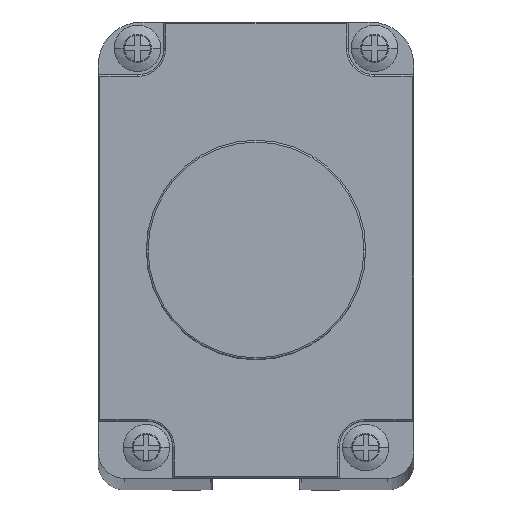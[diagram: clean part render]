
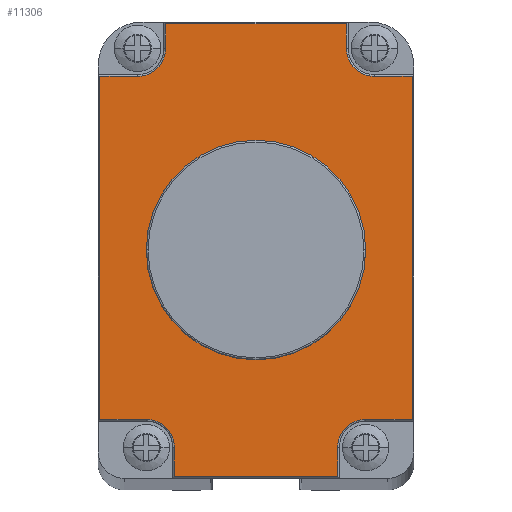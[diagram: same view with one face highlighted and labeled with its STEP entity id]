
A CAD part, top view. The second image highlights one B-rep face of the part: STEP entity #11306.
In plain terms, the highlighted planar face has unit normal (0, 0, 1).
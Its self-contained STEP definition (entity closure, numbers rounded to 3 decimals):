
#3249=CARTESIAN_POINT('',(-8.22,49.3,-12.));
#3250=DIRECTION('',(0.,0.,1.));
#3251=DIRECTION('',(-1.,0.,0.));
#3252=AXIS2_PLACEMENT_3D('',#3249,#3250,#3251);
#3254=CARTESIAN_POINT('',(-9.22,3.8,-12.));
#3255=DIRECTION('',(0.,0.,1.));
#3256=DIRECTION('',(0.,1.,0.));
#3257=AXIS2_PLACEMENT_3D('',#3254,#3255,#3256);
#3259=CARTESIAN_POINT('',(-34.22,3.8,-12.));
#3260=DIRECTION('',(0.,0.,1.));
#3261=DIRECTION('',(1.,0.,0.));
#3262=AXIS2_PLACEMENT_3D('',#3259,#3260,#3261);
#3264=CARTESIAN_POINT('',(-35.22,49.3,-12.));
#3265=DIRECTION('',(0.,0.,1.));
#3266=DIRECTION('',(0.,-1.,0.));
#3267=AXIS2_PLACEMENT_3D('',#3264,#3265,#3266);
#3269=CARTESIAN_POINT('',(-21.72,26.3,-12.));
#3270=DIRECTION('',(0.,0.,1.));
#3271=DIRECTION('',(1.,0.,0.));
#3272=AXIS2_PLACEMENT_3D('',#3269,#3270,#3271);
#3274=CARTESIAN_POINT('',(-21.72,26.3,-12.));
#3275=DIRECTION('',(0.,0.,1.));
#3276=DIRECTION('',(-1.,0.,0.));
#3277=AXIS2_PLACEMENT_3D('',#3274,#3275,#3276);
#3283=DIRECTION('',(0.,1.,0.));
#3284=VECTOR('',#3283,2.8);
#3285=CARTESIAN_POINT('',(-11.42,49.3,-12.));
#3286=LINE('',#3285,#3284);
#3338=DIRECTION('',(-1.,0.,0.));
#3339=VECTOR('',#3338,4.3);
#3340=CARTESIAN_POINT('',(-3.92,46.1,-12.));
#3341=LINE('',#3340,#3339);
#3372=DIRECTION('',(0.,1.,0.));
#3373=VECTOR('',#3372,39.1);
#3374=CARTESIAN_POINT('',(-3.92,7.,-12.));
#3375=LINE('',#3374,#3373);
#3380=DIRECTION('',(1.,0.,0.));
#3381=VECTOR('',#3380,5.3);
#3382=CARTESIAN_POINT('',(-9.22,7.,-12.));
#3383=LINE('',#3382,#3381);
#3435=DIRECTION('',(0.,1.,0.));
#3436=VECTOR('',#3435,3.3);
#3437=CARTESIAN_POINT('',(-12.42,0.5,-12.));
#3438=LINE('',#3437,#3436);
#3469=DIRECTION('',(1.,0.,0.));
#3470=VECTOR('',#3469,18.6);
#3471=CARTESIAN_POINT('',(-31.02,0.5,-12.));
#3472=LINE('',#3471,#3470);
#3477=DIRECTION('',(0.,-1.,0.));
#3478=VECTOR('',#3477,3.3);
#3479=CARTESIAN_POINT('',(-31.02,3.8,-12.));
#3480=LINE('',#3479,#3478);
#3890=DIRECTION('',(-1.,0.,0.));
#3891=VECTOR('',#3890,20.6);
#3892=CARTESIAN_POINT('',(-11.42,52.1,-12.));
#3893=LINE('',#3892,#3891);
#3894=DIRECTION('',(0.,-1.,0.));
#3895=VECTOR('',#3894,2.8);
#3896=CARTESIAN_POINT('',(-32.02,52.1,-12.));
#3897=LINE('',#3896,#3895);
#3930=DIRECTION('',(-1.,0.,0.));
#3931=VECTOR('',#3930,4.3);
#3932=CARTESIAN_POINT('',(-35.22,46.1,-12.));
#3933=LINE('',#3932,#3931);
#4181=DIRECTION('',(0.,-1.,0.));
#4182=VECTOR('',#4181,39.1);
#4183=CARTESIAN_POINT('',(-39.52,46.1,-12.));
#4184=LINE('',#4183,#4182);
#4185=DIRECTION('',(1.,0.,0.));
#4186=VECTOR('',#4185,5.3);
#4187=CARTESIAN_POINT('',(-39.52,7.,-12.));
#4188=LINE('',#4187,#4186);
#5414=CARTESIAN_POINT('',(-11.42,49.3,-12.));
#5415=CARTESIAN_POINT('',(-11.42,52.1,-12.));
#5416=VERTEX_POINT('',#5414);
#5417=VERTEX_POINT('',#5415);
#5418=CARTESIAN_POINT('',(-8.22,46.1,-12.));
#5419=VERTEX_POINT('',#5418);
#5420=CARTESIAN_POINT('',(-3.92,46.1,-12.));
#5421=VERTEX_POINT('',#5420);
#5422=CARTESIAN_POINT('',(-3.92,7.,-12.));
#5423=VERTEX_POINT('',#5422);
#5424=CARTESIAN_POINT('',(-9.22,7.,-12.));
#5425=VERTEX_POINT('',#5424);
#5426=CARTESIAN_POINT('',(-12.42,3.8,-12.));
#5427=VERTEX_POINT('',#5426);
#5428=CARTESIAN_POINT('',(-12.42,0.5,-12.));
#5429=VERTEX_POINT('',#5428);
#5430=CARTESIAN_POINT('',(-31.02,0.5,-12.));
#5431=VERTEX_POINT('',#5430);
#5432=CARTESIAN_POINT('',(-31.02,3.8,-12.));
#5433=VERTEX_POINT('',#5432);
#5434=CARTESIAN_POINT('',(-34.22,7.,-12.));
#5435=VERTEX_POINT('',#5434);
#5436=CARTESIAN_POINT('',(-39.52,7.,-12.));
#5437=VERTEX_POINT('',#5436);
#5438=CARTESIAN_POINT('',(-39.52,46.1,-12.));
#5439=VERTEX_POINT('',#5438);
#5440=CARTESIAN_POINT('',(-35.22,46.1,-12.));
#5441=VERTEX_POINT('',#5440);
#5442=CARTESIAN_POINT('',(-32.02,49.3,-12.));
#5443=VERTEX_POINT('',#5442);
#5444=CARTESIAN_POINT('',(-32.02,52.1,-12.));
#5445=VERTEX_POINT('',#5444);
#5446=CARTESIAN_POINT('',(-9.22,26.3,-12.));
#5447=CARTESIAN_POINT('',(-34.22,26.3,-12.));
#5448=VERTEX_POINT('',#5446);
#5449=VERTEX_POINT('',#5447);
#11262=CARTESIAN_POINT('',(-21.72,26.3,-12.));
#11263=DIRECTION('',(0.,0.,1.));
#11264=DIRECTION('',(1.,0.,0.));
#11265=AXIS2_PLACEMENT_3D('',#11262,#11263,#11264);
#11266=PLANE('',#11265);
#11268=ORIENTED_EDGE('',*,*,#11267,.F.);
#11270=ORIENTED_EDGE('',*,*,#11269,.T.);
#11272=ORIENTED_EDGE('',*,*,#11271,.F.);
#11274=ORIENTED_EDGE('',*,*,#11273,.F.);
#11276=ORIENTED_EDGE('',*,*,#11275,.F.);
#11278=ORIENTED_EDGE('',*,*,#11277,.T.);
#11280=ORIENTED_EDGE('',*,*,#11279,.F.);
#11282=ORIENTED_EDGE('',*,*,#11281,.F.);
#11284=ORIENTED_EDGE('',*,*,#11283,.F.);
#11285=ORIENTED_EDGE('',*,*,#11252,.T.);
#11287=ORIENTED_EDGE('',*,*,#11286,.F.);
#11289=ORIENTED_EDGE('',*,*,#11288,.F.);
#11291=ORIENTED_EDGE('',*,*,#11290,.F.);
#11293=ORIENTED_EDGE('',*,*,#11292,.T.);
#11295=ORIENTED_EDGE('',*,*,#11294,.F.);
#11297=ORIENTED_EDGE('',*,*,#11296,.F.);
#11298=EDGE_LOOP('',(#11268,#11270,#11272,#11274,#11276,#11278,#11280,#11282,
#11284,#11285,#11287,#11289,#11291,#11293,#11295,#11297));
#11299=FACE_OUTER_BOUND('',#11298,.F.);
#11301=ORIENTED_EDGE('',*,*,#11300,.T.);
#11303=ORIENTED_EDGE('',*,*,#11302,.T.);
#11304=EDGE_LOOP('',(#11301,#11303));
#11305=FACE_BOUND('',#11304,.F.);
#11306=ADVANCED_FACE('',(#11299,#11305),#11266,.T.);
#3253=CIRCLE('',#3252,3.2);
#3258=CIRCLE('',#3257,3.2);
#3263=CIRCLE('',#3262,3.2);
#3268=CIRCLE('',#3267,3.2);
#3273=CIRCLE('',#3272,12.5);
#3278=CIRCLE('',#3277,12.5);
#11252=EDGE_CURVE('',#5433,#5435,#3263,.T.);
#11267=EDGE_CURVE('',#5416,#5417,#3286,.T.);
#11269=EDGE_CURVE('',#5416,#5419,#3253,.T.);
#11271=EDGE_CURVE('',#5421,#5419,#3341,.T.);
#11273=EDGE_CURVE('',#5423,#5421,#3375,.T.);
#11275=EDGE_CURVE('',#5425,#5423,#3383,.T.);
#11277=EDGE_CURVE('',#5425,#5427,#3258,.T.);
#11279=EDGE_CURVE('',#5429,#5427,#3438,.T.);
#11281=EDGE_CURVE('',#5431,#5429,#3472,.T.);
#11283=EDGE_CURVE('',#5433,#5431,#3480,.T.);
#11286=EDGE_CURVE('',#5437,#5435,#4188,.T.);
#11288=EDGE_CURVE('',#5439,#5437,#4184,.T.);
#11290=EDGE_CURVE('',#5441,#5439,#3933,.T.);
#11292=EDGE_CURVE('',#5441,#5443,#3268,.T.);
#11294=EDGE_CURVE('',#5445,#5443,#3897,.T.);
#11296=EDGE_CURVE('',#5417,#5445,#3893,.T.);
#11300=EDGE_CURVE('',#5448,#5449,#3273,.T.);
#11302=EDGE_CURVE('',#5449,#5448,#3278,.T.);
